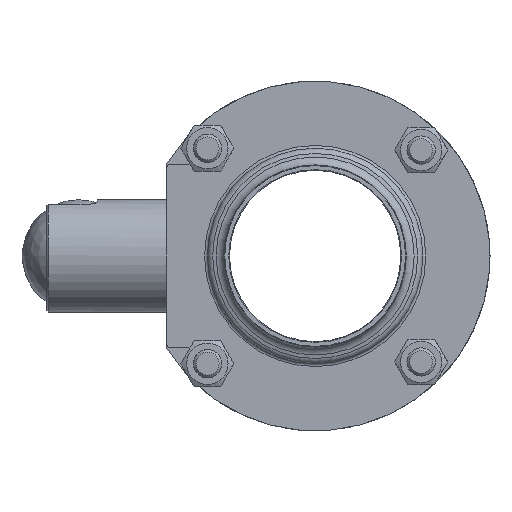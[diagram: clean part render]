
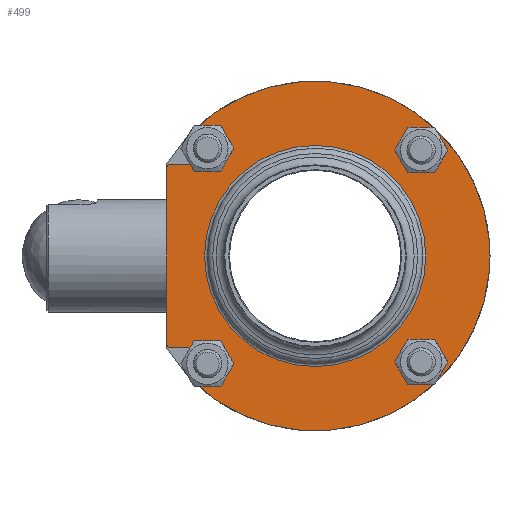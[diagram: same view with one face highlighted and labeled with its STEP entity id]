
A CAD part, left-side view. The second image highlights one B-rep face of the part: STEP entity #499.
In plain terms, the highlighted face is planar.
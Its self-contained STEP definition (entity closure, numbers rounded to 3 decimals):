
#499 = ADVANCED_FACE( '', ( #1114, #1115, #1116, #1117 ), #1118, .T. );
#1114 = FACE_OUTER_BOUND( '', #1879, .T. );
#1115 = FACE_BOUND( '', #1880, .T. );
#1116 = FACE_BOUND( '', #1881, .T. );
#1117 = FACE_BOUND( '', #1882, .T. );
#1118 = PLANE( '', #1883 );
#1879 = EDGE_LOOP( '', ( #3669, #3670, #3671, #3672, #3673, #3674, #3675, #3676, #3677, #3678 ) );
#1880 = EDGE_LOOP( '', ( #3679 ) );
#1881 = EDGE_LOOP( '', ( #3680 ) );
#1882 = EDGE_LOOP( '', ( #3681 ) );
#1883 = AXIS2_PLACEMENT_3D( '', #3682, #3683, #3684 );
#3669 = ORIENTED_EDGE( '', *, *, #4765, .F. );
#3670 = ORIENTED_EDGE( '', *, *, #4766, .T. );
#3671 = ORIENTED_EDGE( '', *, *, #4767, .F. );
#3672 = ORIENTED_EDGE( '', *, *, #4768, .F. );
#3673 = ORIENTED_EDGE( '', *, *, #4769, .F. );
#3674 = ORIENTED_EDGE( '', *, *, #4770, .T. );
#3675 = ORIENTED_EDGE( '', *, *, #4771, .F. );
#3676 = ORIENTED_EDGE( '', *, *, #4732, .F. );
#3677 = ORIENTED_EDGE( '', *, *, #4772, .F. );
#3678 = ORIENTED_EDGE( '', *, *, #4773, .T. );
#3679 = ORIENTED_EDGE( '', *, *, #4774, .F. );
#3680 = ORIENTED_EDGE( '', *, *, #4775, .F. );
#3681 = ORIENTED_EDGE( '', *, *, #4714, .F. );
#3682 = CARTESIAN_POINT( '', ( 8., 31.3, 0. ) );
#3683 = DIRECTION( '', ( 1., 0., 0. ) );
#3684 = DIRECTION( '', ( 0., 0., -1. ) );
#4714 = EDGE_CURVE( '', #5623, #5623, #5624, .T. );
#4732 = EDGE_CURVE( '', #5654, #5653, #5656, .T. );
#4765 = EDGE_CURVE( '', #5715, #5716, #5717, .T. );
#4766 = EDGE_CURVE( '', #5715, #5718, #5719, .T. );
#4767 = EDGE_CURVE( '', #5720, #5718, #5721, .T. );
#4768 = EDGE_CURVE( '', #5722, #5720, #5723, .T. );
#4769 = EDGE_CURVE( '', #5724, #5722, #5725, .T. );
#4770 = EDGE_CURVE( '', #5724, #5726, #5727, .T. );
#4771 = EDGE_CURVE( '', #5653, #5726, #5728, .T. );
#4772 = EDGE_CURVE( '', #5729, #5654, #5730, .T. );
#4773 = EDGE_CURVE( '', #5729, #5716, #5731, .T. );
#4774 = EDGE_CURVE( '', #5732, #5732, #5733, .T. );
#4775 = EDGE_CURVE( '', #5734, #5734, #5735, .T. );
#5623 = VERTEX_POINT( '', #7579 );
#5624 = CIRCLE( '', #7580, 5.85 );
#5653 = VERTEX_POINT( '', #7717 );
#5654 = VERTEX_POINT( '', #7718 );
#5656 = CIRCLE( '', #7720, 5.85 );
#5715 = VERTEX_POINT( '', #7910 );
#5716 = VERTEX_POINT( '', #7911 );
#5717 = LINE( '', #7912, #7913 );
#5718 = VERTEX_POINT( '', #7914 );
#5719 = CIRCLE( '', #7915, 1. );
#5720 = VERTEX_POINT( '', #7916 );
#5721 = LINE( '', #7917, #7918 );
#5722 = VERTEX_POINT( '', #7919 );
#5723 = CIRCLE( '', #7920, 5.85 );
#5724 = VERTEX_POINT( '', #7921 );
#5725 = LINE( '', #7922, #7923 );
#5726 = VERTEX_POINT( '', #7924 );
#5727 = CIRCLE( '', #7925, 49.5 );
#5728 = LINE( '', #7926, #7927 );
#5729 = VERTEX_POINT( '', #7928 );
#5730 = LINE( '', #7929, #7930 );
#5731 = CIRCLE( '', #7931, 1. );
#5732 = VERTEX_POINT( '', #7932 );
#5733 = CIRCLE( '', #7933, 31.3 );
#5734 = VERTEX_POINT( '', #7934 );
#5735 = CIRCLE( '', #7935, 5.85 );
#7579 = CARTESIAN_POINT( '', ( 8., -30., -35.85 ) );
#7580 = AXIS2_PLACEMENT_3D( '', #9159, #9160, #9161 );
#7717 = CARTESIAN_POINT( '', ( 8., 34.258, -35. ) );
#7718 = CARTESIAN_POINT( '', ( 8., 34.258, -26. ) );
#7720 = AXIS2_PLACEMENT_3D( '', #9171, #9172, #9173 );
#7910 = CARTESIAN_POINT( '', ( 8., 42., 25. ) );
#7911 = CARTESIAN_POINT( '', ( 8., 42., -25. ) );
#7912 = CARTESIAN_POINT( '', ( 8., 42., 25. ) );
#7913 = VECTOR( '', #9212, 1000. );
#7914 = CARTESIAN_POINT( '', ( 8., 41., 26. ) );
#7915 = AXIS2_PLACEMENT_3D( '', #9213, #9214, #9215 );
#7916 = CARTESIAN_POINT( '', ( 8., 34.258, 26. ) );
#7917 = CARTESIAN_POINT( '', ( 8., 30.52, 26. ) );
#7918 = VECTOR( '', #9216, 1000. );
#7919 = CARTESIAN_POINT( '', ( 8., 34.258, 35. ) );
#7920 = AXIS2_PLACEMENT_3D( '', #9217, #9218, #9219 );
#7921 = CARTESIAN_POINT( '', ( 8., 35.004, 35. ) );
#7922 = CARTESIAN_POINT( '', ( 8., 49.5, 35. ) );
#7923 = VECTOR( '', #9220, 1000. );
#7924 = CARTESIAN_POINT( '', ( 8., 35.004, -35. ) );
#7925 = AXIS2_PLACEMENT_3D( '', #9221, #9222, #9223 );
#7926 = CARTESIAN_POINT( '', ( 8., 30.52, -35. ) );
#7927 = VECTOR( '', #9224, 1000. );
#7928 = CARTESIAN_POINT( '', ( 8., 41., -26. ) );
#7929 = CARTESIAN_POINT( '', ( 8., 41., -26. ) );
#7930 = VECTOR( '', #9225, 1000. );
#7931 = AXIS2_PLACEMENT_3D( '', #9226, #9227, #9228 );
#7932 = CARTESIAN_POINT( '', ( 8., 0., -31.3 ) );
#7933 = AXIS2_PLACEMENT_3D( '', #9229, #9230, #9231 );
#7934 = CARTESIAN_POINT( '', ( 8., -30., 24.15 ) );
#7935 = AXIS2_PLACEMENT_3D( '', #9232, #9233, #9234 );
#9159 = CARTESIAN_POINT( '', ( 8., -30., -30. ) );
#9160 = DIRECTION( '', ( 1., 0., 0. ) );
#9161 = DIRECTION( '', ( 0., 0., -1. ) );
#9171 = CARTESIAN_POINT( '', ( 8., 30.52, -30.5 ) );
#9172 = DIRECTION( '', ( 1., 0., 0. ) );
#9173 = DIRECTION( '', ( 0., 0., -1. ) );
#9212 = DIRECTION( '', ( 0., 0., -1. ) );
#9213 = CARTESIAN_POINT( '', ( 8., 41., 25. ) );
#9214 = DIRECTION( '', ( 1., 0., 0. ) );
#9215 = DIRECTION( '', ( 0., 0., -1. ) );
#9216 = DIRECTION( '', ( 0., 1., 0. ) );
#9217 = CARTESIAN_POINT( '', ( 8., 30.52, 30.5 ) );
#9218 = DIRECTION( '', ( 1., 0., 0. ) );
#9219 = DIRECTION( '', ( 0., 0., -1. ) );
#9220 = DIRECTION( '', ( 0., -1., 0. ) );
#9221 = CARTESIAN_POINT( '', ( 8., 0., 0. ) );
#9222 = DIRECTION( '', ( 1., 0., 0. ) );
#9223 = DIRECTION( '', ( 0., 0., -1. ) );
#9224 = DIRECTION( '', ( 0., 1., 0. ) );
#9225 = DIRECTION( '', ( 0., -1., 0. ) );
#9226 = CARTESIAN_POINT( '', ( 8., 41., -25. ) );
#9227 = DIRECTION( '', ( 1., 0., 0. ) );
#9228 = DIRECTION( '', ( 0., 0., -1. ) );
#9229 = CARTESIAN_POINT( '', ( 8., 0., 0. ) );
#9230 = DIRECTION( '', ( 1., 0., 0. ) );
#9231 = DIRECTION( '', ( 0., 0., -1. ) );
#9232 = CARTESIAN_POINT( '', ( 8., -30., 30. ) );
#9233 = DIRECTION( '', ( 1., 0., 0. ) );
#9234 = DIRECTION( '', ( 0., 0., -1. ) );
